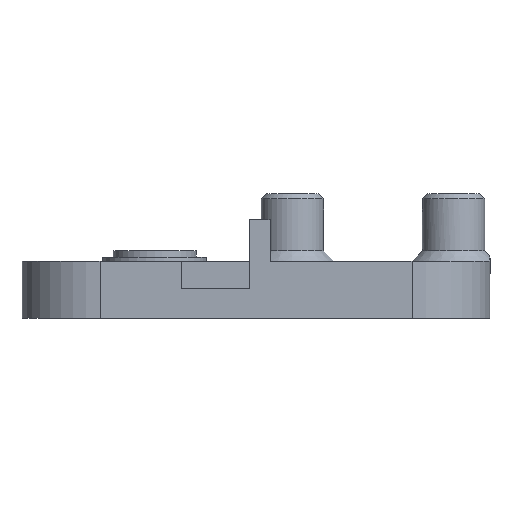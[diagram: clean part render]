
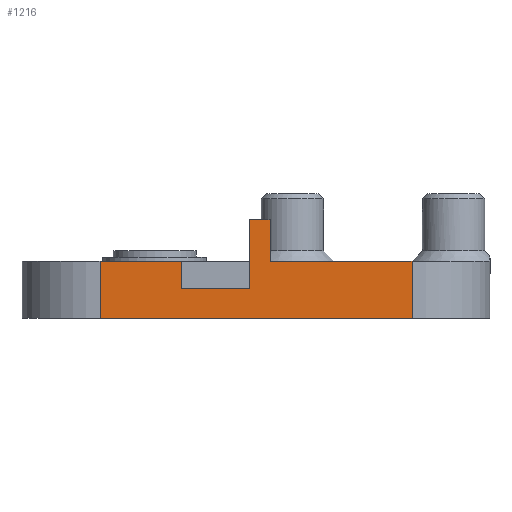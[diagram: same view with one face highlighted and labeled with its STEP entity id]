
A CAD part, left-side view. The second image highlights one B-rep face of the part: STEP entity #1216.
In plain terms, the highlighted planar face has unit normal (-1, 0, 0).
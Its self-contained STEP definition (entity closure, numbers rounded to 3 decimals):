
#106=PLANE('',#1359);
#165=FACE_OUTER_BOUND('',#279,.T.);
#279=EDGE_LOOP('',(#1032,#1033,#1034,#1035,#1036,#1037,#1038,#1039,#1040,
#1041));
#353=LINE('',#1840,#421);
#359=LINE('',#1852,#427);
#364=LINE('',#1886,#432);
#380=LINE('',#2002,#448);
#387=LINE('',#2025,#455);
#388=LINE('',#2027,#456);
#391=LINE('',#2081,#459);
#398=LINE('',#2093,#466);
#399=LINE('',#2096,#467);
#400=LINE('',#2097,#468);
#421=VECTOR('',#1447,10.);
#427=VECTOR('',#1453,10.);
#432=VECTOR('',#1486,10.);
#448=VECTOR('',#1568,10.);
#455=VECTOR('',#1595,10.);
#456=VECTOR('',#1598,10.);
#459=VECTOR('',#1665,10.);
#466=VECTOR('',#1678,10.);
#467=VECTOR('',#1681,10.);
#468=VECTOR('',#1682,10.);
#577=VERTEX_POINT('',#1837);
#578=VERTEX_POINT('',#1839);
#583=VERTEX_POINT('',#1849);
#584=VERTEX_POINT('',#1851);
#598=VERTEX_POINT('',#1883);
#599=VERTEX_POINT('',#1885);
#632=VERTEX_POINT('',#1999);
#633=VERTEX_POINT('',#2001);
#639=VERTEX_POINT('',#2023);
#658=VERTEX_POINT('',#2095);
#698=EDGE_CURVE('',#577,#578,#353,.T.);
#704=EDGE_CURVE('',#583,#584,#359,.T.);
#721=EDGE_CURVE('',#599,#598,#364,.T.);
#765=EDGE_CURVE('',#633,#632,#380,.T.);
#777=EDGE_CURVE('',#583,#639,#387,.T.);
#778=EDGE_CURVE('',#633,#639,#388,.T.);
#797=EDGE_CURVE('',#584,#598,#391,.T.);
#804=EDGE_CURVE('',#599,#577,#398,.T.);
#805=EDGE_CURVE('',#632,#658,#399,.T.);
#806=EDGE_CURVE('',#658,#578,#400,.T.);
#1032=ORIENTED_EDGE('',*,*,#797,.F.);
#1033=ORIENTED_EDGE('',*,*,#704,.F.);
#1034=ORIENTED_EDGE('',*,*,#777,.T.);
#1035=ORIENTED_EDGE('',*,*,#778,.F.);
#1036=ORIENTED_EDGE('',*,*,#765,.T.);
#1037=ORIENTED_EDGE('',*,*,#805,.T.);
#1038=ORIENTED_EDGE('',*,*,#806,.T.);
#1039=ORIENTED_EDGE('',*,*,#698,.F.);
#1040=ORIENTED_EDGE('',*,*,#804,.F.);
#1041=ORIENTED_EDGE('',*,*,#721,.T.);
#1216=ADVANCED_FACE('',(#165),#106,.T.);
#1359=AXIS2_PLACEMENT_3D('',#2094,#1679,#1680);
#1447=DIRECTION('',(0.,-1.,0.));
#1453=DIRECTION('',(0.,-1.,0.));
#1486=DIRECTION('',(0.,-1.,0.));
#1568=DIRECTION('',(0.,0.,-1.));
#1595=DIRECTION('',(0.,0.,1.));
#1598=DIRECTION('',(0.,-1.,0.));
#1665=DIRECTION('',(0.,0.,-1.));
#1678=DIRECTION('',(0.,0.,1.));
#1679=DIRECTION('center_axis',(-1.,0.,0.));
#1680=DIRECTION('ref_axis',(0.,-1.,0.));
#1681=DIRECTION('',(0.,1.,0.));
#1682=DIRECTION('',(0.,0.,1.));
#1837=CARTESIAN_POINT('',(-45.,-100.,-48.));
#1839=CARTESIAN_POINT('',(-45.,-115.6,-48.));
#1840=CARTESIAN_POINT('',(-45.,-85.,-48.));
#1849=CARTESIAN_POINT('',(-45.,-132.7,-48.));
#1851=CARTESIAN_POINT('',(-45.,-160.,-48.));
#1852=CARTESIAN_POINT('',(-45.,-85.,-48.));
#1883=CARTESIAN_POINT('',(-45.,-160.,-59.));
#1885=CARTESIAN_POINT('',(-45.,-100.,-59.));
#1886=CARTESIAN_POINT('',(-45.,-107.5,-59.));
#1999=CARTESIAN_POINT('',(-45.,-128.7,-53.3));
#2001=CARTESIAN_POINT('',(-45.,-128.7,-40.));
#2002=CARTESIAN_POINT('',(-45.,-128.7,-55.));
#2023=CARTESIAN_POINT('',(-45.,-132.7,-40.));
#2025=CARTESIAN_POINT('',(-45.,-132.7,-48.));
#2027=CARTESIAN_POINT('',(-45.,-128.7,-40.));
#2081=CARTESIAN_POINT('',(-45.,-160.,-55.));
#2093=CARTESIAN_POINT('',(-45.,-100.,-55.));
#2094=CARTESIAN_POINT('Origin',(-45.,-85.,-55.));
#2095=CARTESIAN_POINT('',(-45.,-115.6,-53.3));
#2096=CARTESIAN_POINT('',(-45.,-103.575,-53.3));
#2097=CARTESIAN_POINT('',(-45.,-115.6,-55.));
